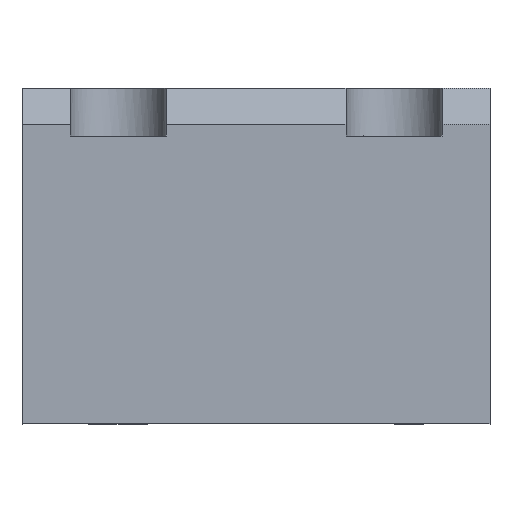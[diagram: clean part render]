
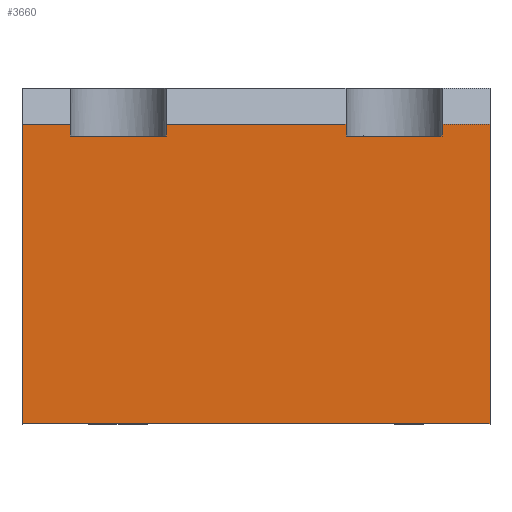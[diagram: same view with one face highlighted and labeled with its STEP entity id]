
A CAD part, front view. The second image highlights one B-rep face of the part: STEP entity #3660.
In plain terms, the highlighted free-form (B-spline) face has degree [1, 1] with [2, 2] control points.
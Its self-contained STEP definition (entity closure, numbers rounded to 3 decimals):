
#2750 = CARTESIAN_POINT ('', (12., 0., 25.));
#2760 = VERTEX_POINT ('', #2750);
#2770 = CARTESIAN_POINT ('', (12., 0., 24.));
#2780 = VERTEX_POINT ('', #2770);
#2790 = CARTESIAN_POINT ('', (12., 0., 25.));
#2800 = CARTESIAN_POINT ('', (12., 0., 24.));
#2810 = B_SPLINE_CURVE_WITH_KNOTS ('', 1, (#2790, #2800), .UNSPECIFIED., .F., .U., (2, 2), (0., 1.), .UNSPECIFIED.);
#2820 = EDGE_CURVE ('', #2760, #2780, #2810, .T.);
#2830 = ORIENTED_EDGE ('', *, *, #2820, .T.);
#2840 = CARTESIAN_POINT ('', (4., 0., 24.));
#2850 = VERTEX_POINT ('', #2840);
#2860 = CARTESIAN_POINT ('', (12., 0., 24.));
#2870 = CARTESIAN_POINT ('', (4., 0., 24.));
#2880 = B_SPLINE_CURVE_WITH_KNOTS ('', 1, (#2860, #2870), .UNSPECIFIED., .F., .U., (2, 2), (0., 1.), .UNSPECIFIED.);
#2890 = EDGE_CURVE ('', #2780, #2850, #2880, .T.);
#2900 = ORIENTED_EDGE ('', *, *, #2890, .T.);
#2910 = CARTESIAN_POINT ('', (4., 0., 25.));
#2920 = VERTEX_POINT ('', #2910);
#2930 = CARTESIAN_POINT ('', (4., 0., 24.));
#2940 = CARTESIAN_POINT ('', (4., 0., 25.));
#2950 = B_SPLINE_CURVE_WITH_KNOTS ('', 1, (#2930, #2940), .UNSPECIFIED., .F., .U., (2, 2), (0., 1.), .UNSPECIFIED.);
#2960 = EDGE_CURVE ('', #2850, #2920, #2950, .T.);
#2970 = ORIENTED_EDGE ('', *, *, #2960, .T.);
#2980 = CARTESIAN_POINT ('', (0., 0., 25.));
#2990 = VERTEX_POINT ('', #2980);
#3000 = CARTESIAN_POINT ('', (4., 0., 25.));
#3010 = CARTESIAN_POINT ('', (0., 0., 25.));
#3020 = B_SPLINE_CURVE_WITH_KNOTS ('', 1, (#3000, #3010), .UNSPECIFIED., .F., .U., (2, 2), (0., 1.), .UNSPECIFIED.);
#3030 = EDGE_CURVE ('', #2920, #2990, #3020, .T.);
#3040 = ORIENTED_EDGE ('', *, *, #3030, .T.);
#3050 = CARTESIAN_POINT ('', (0., 0., 0.));
#3060 = VERTEX_POINT ('', #3050);
#3070 = CARTESIAN_POINT ('', (0., 0., 25.));
#3080 = CARTESIAN_POINT ('', (0., 0., 0.));
#3090 = B_SPLINE_CURVE_WITH_KNOTS ('', 1, (#3070, #3080), .UNSPECIFIED., .F., .U., (2, 2), (0., 1.), .UNSPECIFIED.);
#3100 = EDGE_CURVE ('', #2990, #3060, #3090, .T.);
#3110 = ORIENTED_EDGE ('', *, *, #3100, .T.);
#3120 = CARTESIAN_POINT ('', (39., 0., 0.));
#3130 = VERTEX_POINT ('', #3120);
#3140 = CARTESIAN_POINT ('', (0., 0., 0.));
#3150 = CARTESIAN_POINT ('', (39., 0., 0.));
#3160 = B_SPLINE_CURVE_WITH_KNOTS ('', 1, (#3140, #3150), .UNSPECIFIED., .F., .U., (2, 2), (0., 1.), .UNSPECIFIED.);
#3170 = EDGE_CURVE ('', #3060, #3130, #3160, .T.);
#3180 = ORIENTED_EDGE ('', *, *, #3170, .T.);
#3190 = CARTESIAN_POINT ('', (39., 0., 25.));
#3200 = VERTEX_POINT ('', #3190);
#3210 = CARTESIAN_POINT ('', (39., 0., 0.));
#3220 = CARTESIAN_POINT ('', (39., 0., 25.));
#3230 = B_SPLINE_CURVE_WITH_KNOTS ('', 1, (#3210, #3220), .UNSPECIFIED., .F., .U., (2, 2), (0., 1.), .UNSPECIFIED.);
#3240 = EDGE_CURVE ('', #3130, #3200, #3230, .T.);
#3250 = ORIENTED_EDGE ('', *, *, #3240, .T.);
#3260 = CARTESIAN_POINT ('', (35., 0., 25.));
#3270 = VERTEX_POINT ('', #3260);
#3280 = CARTESIAN_POINT ('', (39., 0., 25.));
#3290 = CARTESIAN_POINT ('', (35., 0., 25.));
#3300 = B_SPLINE_CURVE_WITH_KNOTS ('', 1, (#3280, #3290), .UNSPECIFIED., .F., .U., (2, 2), (0., 1.), .UNSPECIFIED.);
#3310 = EDGE_CURVE ('', #3200, #3270, #3300, .T.);
#3320 = ORIENTED_EDGE ('', *, *, #3310, .T.);
#3330 = CARTESIAN_POINT ('', (35., 0., 24.));
#3340 = VERTEX_POINT ('', #3330);
#3350 = CARTESIAN_POINT ('', (35., 0., 25.));
#3360 = CARTESIAN_POINT ('', (35., 0., 24.));
#3370 = B_SPLINE_CURVE_WITH_KNOTS ('', 1, (#3350, #3360), .UNSPECIFIED., .F., .U., (2, 2), (0., 1.), .UNSPECIFIED.);
#3380 = EDGE_CURVE ('', #3270, #3340, #3370, .T.);
#3390 = ORIENTED_EDGE ('', *, *, #3380, .T.);
#3400 = CARTESIAN_POINT ('', (27., 0., 24.));
#3410 = VERTEX_POINT ('', #3400);
#3420 = CARTESIAN_POINT ('', (35., 0., 24.));
#3430 = CARTESIAN_POINT ('', (27., 0., 24.));
#3440 = B_SPLINE_CURVE_WITH_KNOTS ('', 1, (#3420, #3430), .UNSPECIFIED., .F., .U., (2, 2), (0., 1.), .UNSPECIFIED.);
#3450 = EDGE_CURVE ('', #3340, #3410, #3440, .T.);
#3460 = ORIENTED_EDGE ('', *, *, #3450, .T.);
#3470 = CARTESIAN_POINT ('', (27., 0., 25.));
#3480 = VERTEX_POINT ('', #3470);
#3490 = CARTESIAN_POINT ('', (27., 0., 24.));
#3500 = CARTESIAN_POINT ('', (27., 0., 25.));
#3510 = B_SPLINE_CURVE_WITH_KNOTS ('', 1, (#3490, #3500), .UNSPECIFIED., .F., .U., (2, 2), (0., 1.), .UNSPECIFIED.);
#3520 = EDGE_CURVE ('', #3410, #3480, #3510, .T.);
#3530 = ORIENTED_EDGE ('', *, *, #3520, .T.);
#3540 = CARTESIAN_POINT ('', (27., 0., 25.));
#3550 = CARTESIAN_POINT ('', (12., 0., 25.));
#3560 = B_SPLINE_CURVE_WITH_KNOTS ('', 1, (#3540, #3550), .UNSPECIFIED., .F., .U., (2, 2), (0., 1.), .UNSPECIFIED.);
#3570 = EDGE_CURVE ('', #3480, #2760, #3560, .T.);
#3580 = ORIENTED_EDGE ('', *, *, #3570, .T.);
#3590 = EDGE_LOOP ('', (#2830, #2900, #2970, #3040, #3110, #3180, #3250, #3320, #3390, #3460, #3530, #3580));
#3600 = FACE_OUTER_BOUND ('', #3590, .T.);
#3610 = CARTESIAN_POINT ('', (0., 0., 25.));
#3620 = CARTESIAN_POINT ('', (39., 0., 25.));
#3630 = CARTESIAN_POINT ('', (0., 0., 0.));
#3640 = CARTESIAN_POINT ('', (39., 0., 0.));
#3650 = B_SPLINE_SURFACE_WITH_KNOTS ('', 1, 1, ((#3610, #3620), (#3630, #3640)), .UNSPECIFIED., .F., .F., .U., (2, 2), (2, 2), (0., 1.), (0., 1.), .UNSPECIFIED.);
#3660 = ADVANCED_FACE ('', (#3600), #3650, .T.);
